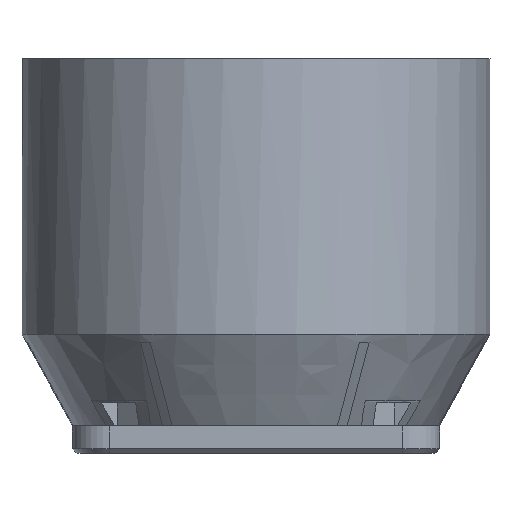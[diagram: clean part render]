
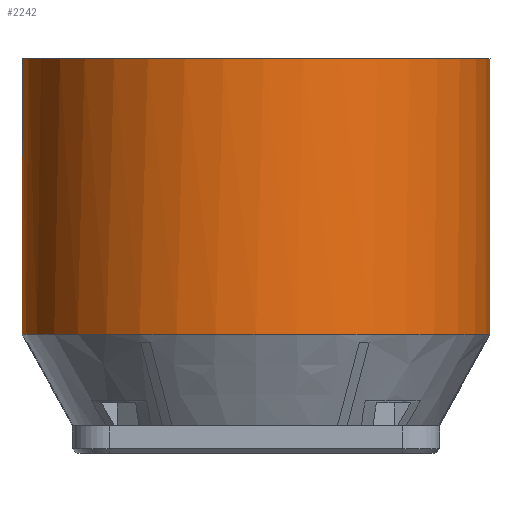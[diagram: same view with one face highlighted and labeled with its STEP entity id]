
A CAD part, front view. The second image highlights one B-rep face of the part: STEP entity #2242.
In plain terms, the highlighted cylindrical face has radius 25.5 mm (diameter 51 mm), a partial arc.
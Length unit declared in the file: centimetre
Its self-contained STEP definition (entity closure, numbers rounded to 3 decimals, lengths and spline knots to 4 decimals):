
#61=CYLINDRICAL_SURFACE('',#2406,2.55);
#212=VECTOR('',#6339,1.);
#214=VECTOR('',#6343,1.);
#350=LINE('',#5903,#212);
#352=LINE('',#5906,#214);
#469=CIRCLE('',#2342,2.55);
#471=CIRCLE('',#2346,2.55);
#571=VERTEX_POINT('',#3029);
#572=VERTEX_POINT('',#3030);
#580=VERTEX_POINT('',#3151);
#581=VERTEX_POINT('',#3174);
#672=VERTEX_POINT('',#4878);
#673=VERTEX_POINT('',#4879);
#728=B_SPLINE_CURVE_WITH_KNOTS('',3,(#3007,#3008,#3009,#3010,#3011,#3012,
#3013,#3014,#3015,#3016,#3017,#3018,#3019,#3020,#3021,#3022,#3023,#3024,
#3025,#3026,#3027,#3028),.UNSPECIFIED.,.F.,.U.,(4,2,2,2,2,2,2,2,2,2,4),(0.,
0.5967,1.1935,1.6597,1.8928,2.1259,
2.3793,2.6326,3.1392,3.744,4.0465),
 .UNSPECIFIED.);
#732=B_SPLINE_CURVE_WITH_KNOTS('',3,(#3152,#3153,#3154,#3155,#3156,#3157,
#3158,#3159,#3160,#3161,#3162,#3163,#3164,#3165,#3166,#3167,#3168,#3169,
#3170,#3171,#3172,#3173),.UNSPECIFIED.,.F.,.U.,(4,2,2,2,2,2,2,2,2,2,4),(0.,
0.5967,1.1935,1.6597,1.8928,2.1259,
2.3793,2.6326,3.1392,3.744,4.0465),
 .UNSPECIFIED.);
#917=EDGE_CURVE('',#571,#572,#728,.T.);
#926=EDGE_CURVE('',#581,#580,#732,.T.);
#960=EDGE_CURVE('',#580,#571,#469,.T.);
#1036=EDGE_CURVE('',#673,#672,#471,.T.);
#1147=EDGE_CURVE('',#672,#581,#350,.T.);
#1149=EDGE_CURVE('',#673,#572,#352,.T.);
#1806=ORIENTED_EDGE('',*,*,#926,.T.);
#1807=ORIENTED_EDGE('',*,*,#960,.T.);
#1808=ORIENTED_EDGE('',*,*,#917,.T.);
#1809=ORIENTED_EDGE('',*,*,#1149,.F.);
#1810=ORIENTED_EDGE('',*,*,#1036,.T.);
#1811=ORIENTED_EDGE('',*,*,#1147,.T.);
#1981=EDGE_LOOP('',(#1806,#1807,#1808,#1809,#1810,#1811));
#2121=FACE_BOUND('',#1981,.T.);
#2242=ADVANCED_FACE('',(#2121),#61,.T.);
#2342=AXIS2_PLACEMENT_3D('',#3251,#6181,#6182);
#2346=AXIS2_PLACEMENT_3D('',#4877,#6193,#6194);
#2406=AXIS2_PLACEMENT_3D('',#5905,#6341,#6342);
#3007=CARTESIAN_POINT('',(-0.75,2.4372,4.8));
#3008=CARTESIAN_POINT('',(-0.75,2.4372,4.6011));
#3009=CARTESIAN_POINT('',(-0.7175,2.448,4.3872));
#3010=CARTESIAN_POINT('',(-0.5788,2.4845,3.988));
#3011=CARTESIAN_POINT('',(-0.4727,2.5093,3.8026));
#3012=CARTESIAN_POINT('',(-0.2386,2.5409,3.5386));
#3013=CARTESIAN_POINT('',(-0.1072,2.552,3.4321));
#3014=CARTESIAN_POINT('',(0.1126,2.5486,3.3242));
#3015=CARTESIAN_POINT('',(0.1896,2.5441,3.2965));
#3016=CARTESIAN_POINT('',(0.3452,2.5277,3.2599));
#3017=CARTESIAN_POINT('',(0.4238,2.5157,3.2511));
#3018=CARTESIAN_POINT('',(0.5828,2.4839,3.2511));
#3019=CARTESIAN_POINT('',(0.6662,2.4629,3.2615));
#3020=CARTESIAN_POINT('',(0.8284,2.4132,3.302));
#3021=CARTESIAN_POINT('',(0.9072,2.3845,3.3322));
#3022=CARTESIAN_POINT('',(1.1296,2.2918,3.4472));
#3023=CARTESIAN_POINT('',(1.2592,2.2206,3.5575));
#3024=CARTESIAN_POINT('',(1.4814,2.0805,3.8187));
#3025=CARTESIAN_POINT('',(1.5823,2.0017,3.9966));
#3026=CARTESIAN_POINT('',(1.683,1.9162,4.2887));
#3027=CARTESIAN_POINT('',(1.7084,1.8932,4.3904));
#3028=CARTESIAN_POINT('',(1.7252,1.8778,4.493));
#3029=CARTESIAN_POINT('',(-0.6831,2.4568,4.3));
#3030=CARTESIAN_POINT('',(-0.0533,2.5494,3.4111));
#3151=CARTESIAN_POINT('',(1.6831,1.9157,4.3));
#3152=CARTESIAN_POINT('',(-0.75,2.4372,4.8));
#3153=CARTESIAN_POINT('',(-0.75,2.4372,4.6011));
#3154=CARTESIAN_POINT('',(-0.7175,2.448,4.3872));
#3155=CARTESIAN_POINT('',(-0.5788,2.4845,3.988));
#3156=CARTESIAN_POINT('',(-0.4727,2.5093,3.8026));
#3157=CARTESIAN_POINT('',(-0.2386,2.5409,3.5386));
#3158=CARTESIAN_POINT('',(-0.1072,2.552,3.4321));
#3159=CARTESIAN_POINT('',(0.1126,2.5486,3.3242));
#3160=CARTESIAN_POINT('',(0.1896,2.5441,3.2965));
#3161=CARTESIAN_POINT('',(0.3452,2.5277,3.2599));
#3162=CARTESIAN_POINT('',(0.4238,2.5157,3.2511));
#3163=CARTESIAN_POINT('',(0.5828,2.4839,3.2511));
#3164=CARTESIAN_POINT('',(0.6662,2.4629,3.2615));
#3165=CARTESIAN_POINT('',(0.8284,2.4132,3.302));
#3166=CARTESIAN_POINT('',(0.9072,2.3845,3.3322));
#3167=CARTESIAN_POINT('',(1.1296,2.2918,3.4472));
#3168=CARTESIAN_POINT('',(1.2592,2.2206,3.5575));
#3169=CARTESIAN_POINT('',(1.4814,2.0805,3.8187));
#3170=CARTESIAN_POINT('',(1.5823,2.0017,3.9966));
#3171=CARTESIAN_POINT('',(1.683,1.9162,4.2887));
#3172=CARTESIAN_POINT('',(1.7084,1.8932,4.3904));
#3173=CARTESIAN_POINT('',(1.7252,1.8778,4.493));
#3174=CARTESIAN_POINT('',(0.0526,2.5495,3.3537));
#3251=CARTESIAN_POINT('',(0.,0.,4.3));
#4877=CARTESIAN_POINT('',(0.,0.,1.3));
#4878=CARTESIAN_POINT('',(0.0526,2.5495,1.3));
#4879=CARTESIAN_POINT('',(-0.0533,2.5494,1.3));
#5903=CARTESIAN_POINT('',(0.0526,2.5495,1.3));
#5905=CARTESIAN_POINT('',(0.,0.,1.3));
#5906=CARTESIAN_POINT('',(-0.0533,2.5494,1.3));
#6181=DIRECTION('',(0.,0.,-1.));
#6182=DIRECTION('',(2.55,0.,0.));
#6193=DIRECTION('',(0.,0.,1.));
#6194=DIRECTION('',(2.55,0.,0.));
#6339=DIRECTION('',(0.,0.,1.));
#6341=DIRECTION('',(0.,0.,1.));
#6342=DIRECTION('',(2.55,0.,0.));
#6343=DIRECTION('',(0.,0.,1.));
